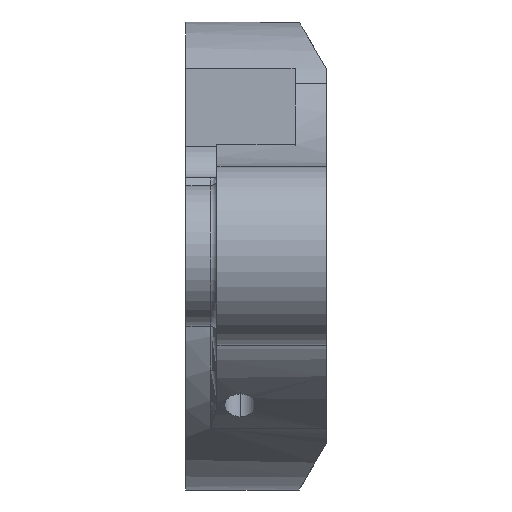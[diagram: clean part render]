
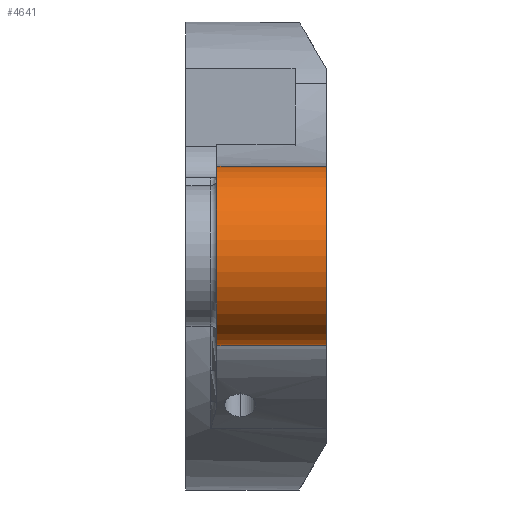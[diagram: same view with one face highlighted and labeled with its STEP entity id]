
A CAD part, left-side view. The second image highlights one B-rep face of the part: STEP entity #4641.
In plain terms, the highlighted cylindrical face has radius 2.875 mm (diameter 5.75 mm), a partial arc.
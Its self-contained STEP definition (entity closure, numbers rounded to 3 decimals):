
#86 = EDGE_CURVE ( 'NONE', #5128, #9447, #820, .T. ) ;
#691 = ORIENTED_EDGE ( 'NONE', *, *, #914, .T. ) ;
#772 = AXIS2_PLACEMENT_3D ( 'NONE', #1008, #9053, #5489 ) ;
#820 = LINE ( 'NONE', #6360, #7128 ) ;
#914 = EDGE_CURVE ( 'NONE', #2354, #9447, #11286, .T. ) ;
#1008 = CARTESIAN_POINT ( 'NONE',  ( -23.5, 3.5, 0. ) ) ;
#1667 = DIRECTION ( 'NONE',  ( 0., 1., 0. ) ) ;
#2354 = VERTEX_POINT ( 'NONE', #7914 ) ;
#2438 = CIRCLE ( 'NONE', #4272, 2.875 ) ;
#2478 = CARTESIAN_POINT ( 'NONE',  ( -23.5, 3.5, 0. ) ) ;
#2986 = LINE ( 'NONE', #10800, #4964 ) ;
#3319 = VERTEX_POINT ( 'NONE', #8595 ) ;
#3811 = CARTESIAN_POINT ( 'NONE',  ( -23.5, 3.5, 2.875 ) ) ;
#4272 = AXIS2_PLACEMENT_3D ( 'NONE', #2478, #1667, #7661 ) ;
#4611 = ORIENTED_EDGE ( 'NONE', *, *, #11088, .F. ) ;
#4641 = ADVANCED_FACE ( 'NONE', ( #5432 ), #8257, .T. ) ;
#4964 = VECTOR ( 'NONE', #9830, 1000. ) ;
#5128 = VERTEX_POINT ( 'NONE', #3811 ) ;
#5432 = FACE_OUTER_BOUND ( 'NONE', #9564, .T. ) ;
#5489 = DIRECTION ( 'NONE',  ( 0., 0., -1. ) ) ;
#6128 = EDGE_CURVE ( 'NONE', #3319, #2354, #2986, .T. ) ;
#6360 = CARTESIAN_POINT ( 'NONE',  ( -23.5, 3.5, 2.875 ) ) ;
#7128 = VECTOR ( 'NONE', #8073, 1000. ) ;
#7661 = DIRECTION ( 'NONE',  ( 0., 0., 1. ) ) ;
#7914 = CARTESIAN_POINT ( 'NONE',  ( -23.5, 0., -2.875 ) ) ;
#8073 = DIRECTION ( 'NONE',  ( 0., -1., 0. ) ) ;
#8257 = CYLINDRICAL_SURFACE ( 'NONE', #772, 2.875 ) ;
#8312 = ORIENTED_EDGE ( 'NONE', *, *, #86, .F. ) ;
#8560 = CARTESIAN_POINT ( 'NONE',  ( -23.5, 0., 0. ) ) ;
#8595 = CARTESIAN_POINT ( 'NONE',  ( -23.5, 3.5, -2.875 ) ) ;
#8739 = AXIS2_PLACEMENT_3D ( 'NONE', #8560, #10165, #11177 ) ;
#9053 = DIRECTION ( 'NONE',  ( 0., -1., 0. ) ) ;
#9447 = VERTEX_POINT ( 'NONE', #10837 ) ;
#9564 = EDGE_LOOP ( 'NONE', ( #691, #8312, #4611, #11188 ) ) ;
#9830 = DIRECTION ( 'NONE',  ( 0., -1., 0. ) ) ;
#10165 = DIRECTION ( 'NONE',  ( 0., 1., 0. ) ) ;
#10800 = CARTESIAN_POINT ( 'NONE',  ( -23.5, 3.5, -2.875 ) ) ;
#10837 = CARTESIAN_POINT ( 'NONE',  ( -23.5, 0., 2.875 ) ) ;
#11088 = EDGE_CURVE ( 'NONE', #3319, #5128, #2438, .T. ) ;
#11177 = DIRECTION ( 'NONE',  ( 0., 0., 1. ) ) ;
#11188 = ORIENTED_EDGE ( 'NONE', *, *, #6128, .T. ) ;
#11286 = CIRCLE ( 'NONE', #8739, 2.875 ) ;
